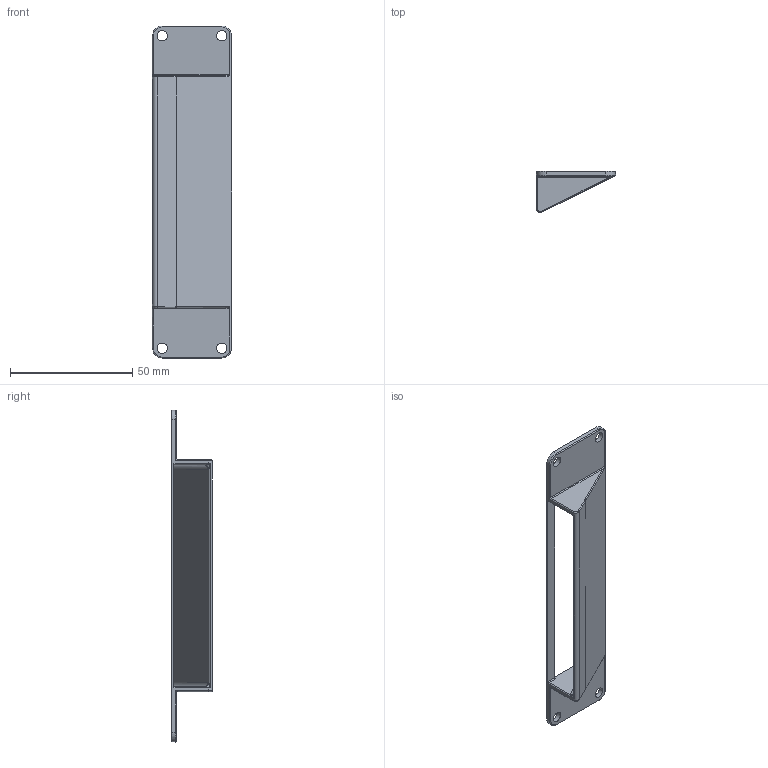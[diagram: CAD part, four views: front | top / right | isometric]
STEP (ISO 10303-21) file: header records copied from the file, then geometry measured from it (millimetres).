
FILE_DESCRIPTION(/* description */ (''),/* implementation_level */ '2;1');
FILE_NAME(/* name */ '675a8696-9502-4c97-a933-1f316e4dd74c.stp',/* time_stamp */ '2017-12-20T19:03:03+00:00',/* author */ (''),/* organization */ (''),/* preprocessor_version */ 'ST-DEVELOPER v16.13',/* originating_system */ 'Autodesk Translation Framework v6.5.0.72',/* authorisation */ '');
FILE_SCHEMA (('AUTOMOTIVE_DESIGN { 1 0 10303 214 3 1 1 }'));
Length unit declared in the file: millimetre
Products named in the file (1): Chamber heater fanduct
Bounding box: 32.4 x 16.75 x 136 mm (x, y, z)
Volume: 11703.1 mm3; surface area: 11738.3 mm2
Topology: 1 solids, 1 shells, 66 faces, 164 edges, 96 vertices
Faces by surface type: cylinder 28, plane 16, torus 13, bspline 9
Full cylindrical faces by diameter (mm): 4.2 x4
Entity records: 2367 total; most frequent: CARTESIAN_POINT 753, DIRECTION 343, ORIENTED_EDGE 322, EDGE_CURVE 161, AXIS2_PLACEMENT_3D 138, VERTEX_POINT 96, EDGE_LOOP 75, LINE 67
